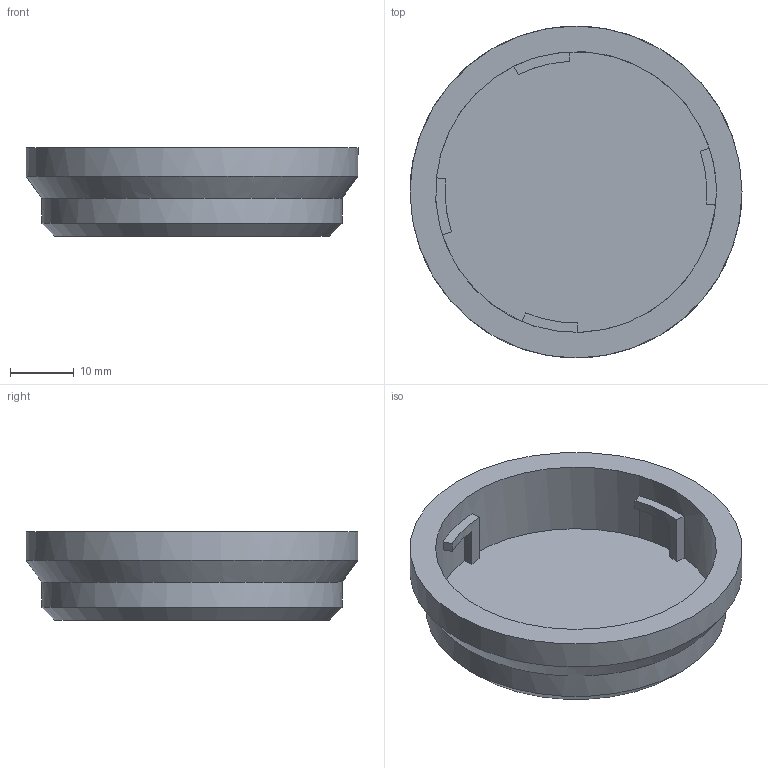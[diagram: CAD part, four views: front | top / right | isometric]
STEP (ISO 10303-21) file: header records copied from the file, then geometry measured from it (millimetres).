
FILE_DESCRIPTION(/* description */ (''),/* implementation_level */ '2;1');
FILE_NAME(/* name */ 'baseRearCap_leicaM',/* time_stamp */ '2023-12-05T16:31:37-05:00',/* author */ ('George Moua'),/* organization */ ('Archive 663'),/* preprocessor_version */ 'ST-DEVELOPER v16.7',/* originating_system */ 'Solid Edge',/* authorisation */ 'Unknown');
FILE_SCHEMA (('AUTOMOTIVE_DESIGN {1 0 10303 214 3 1 1}'));
Length unit declared in the file: millimetre
Products named in the file (3): mountLensBase; mountLensBase_leicaM_oa_0; baseRearCap_leicaM
Assembly tree (2 placements, depth 3):
  mountLensBase
    mountLensBase_leicaM_oa_0
      baseRearCap_leicaM
Bounding box: 52 x 52 x 13.8 mm (x, y, z)
Volume: 8048.2 mm3; surface area: 7875.2 mm2
Topology: 1 solids, 1 shells, 51 faces, 136 edges, 90 vertices
Faces by surface type: plane 35, cylinder 8, bspline 5, cone 3
Full cylindrical faces by diameter (mm): 44 x1, 47 x1, 52 x1
Entity records: 1805 total; most frequent: CARTESIAN_POINT 551, ORIENTED_EDGE 246, DIRECTION 232, EDGE_CURVE 123, LINE 90, VECTOR 90, VERTEX_POINT 85, AXIS2_PLACEMENT_3D 71
